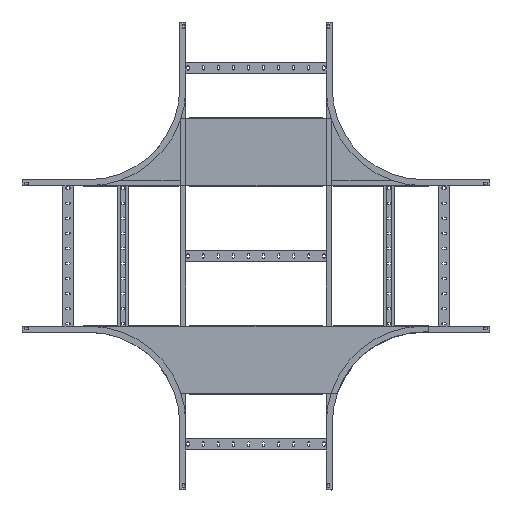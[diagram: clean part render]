
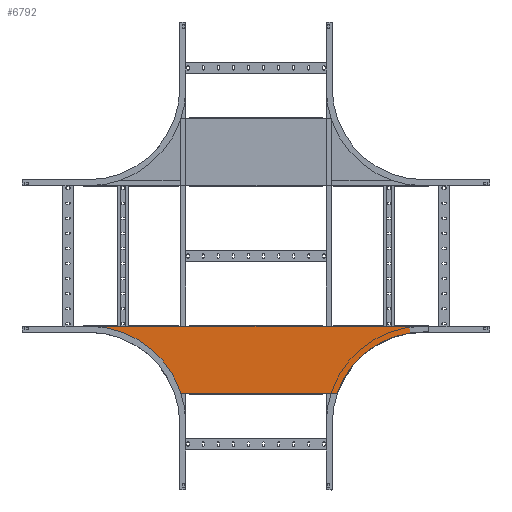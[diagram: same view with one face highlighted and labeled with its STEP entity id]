
A CAD part, top view. The second image highlights one B-rep face of the part: STEP entity #6792.
In plain terms, the highlighted face is planar.
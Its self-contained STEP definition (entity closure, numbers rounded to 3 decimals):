
#166 = CARTESIAN_POINT ( 'NONE',  ( -549.538, -1.2, -375. ) ) ;
#209 = AXIS2_PLACEMENT_3D ( 'NONE', #3711, #4434, #4369 ) ;
#330 = PLANE ( 'NONE',  #5986 ) ;
#334 = CARTESIAN_POINT ( 'NONE',  ( -565.4, -1.2, -395.4 ) ) ;
#369 = DIRECTION ( 'NONE',  ( 0., 1., 0. ) ) ;
#452 = VECTOR ( 'NONE', #6731, 1000. ) ;
#652 = CARTESIAN_POINT ( 'NONE',  ( -549.538, -1.2, -73.2 ) ) ;
#900 = LINE ( 'NONE', #8616, #7371 ) ;
#1039 = VECTOR ( 'NONE', #5286, 1000. ) ;
#1092 = ORIENTED_EDGE ( 'NONE', *, *, #2515, .F. ) ;
#1152 = CARTESIAN_POINT ( 'NONE',  ( 549.538, -1.2, -375. ) ) ;
#1261 = VECTOR ( 'NONE', #8660, 1000. ) ;
#1471 = CIRCLE ( 'NONE', #3565, 5. ) ;
#1516 = CARTESIAN_POINT ( 'NONE',  ( 565.4, -1.2, -380. ) ) ;
#1531 = LINE ( 'NONE', #3916, #4820 ) ;
#1558 = CARTESIAN_POINT ( 'NONE',  ( 264.787, -1.2, -173.2 ) ) ;
#1759 = DIRECTION ( 'NONE',  ( 0., 0., 1. ) ) ;
#1857 = CARTESIAN_POINT ( 'NONE',  ( -565.4, -1.2, -393.2 ) ) ;
#2215 = AXIS2_PLACEMENT_3D ( 'NONE', #9845, #9031, #5917 ) ;
#2310 = VERTEX_POINT ( 'NONE', #2558 ) ;
#2348 = CARTESIAN_POINT ( 'NONE',  ( 560.4, -1.2, -375. ) ) ;
#2511 = AXIS2_PLACEMENT_3D ( 'NONE', #652, #8426, #6035 ) ;
#2515 = EDGE_CURVE ( 'NONE', #9417, #7314, #7736, .T. ) ;
#2558 = CARTESIAN_POINT ( 'NONE',  ( -264.787, -1.2, -173.2 ) ) ;
#2571 = CARTESIAN_POINT ( 'NONE',  ( 560.4, -1.2, -380. ) ) ;
#2730 = CIRCLE ( 'NONE', #2215, 301.8 ) ;
#2760 = ORIENTED_EDGE ( 'NONE', *, *, #4788, .T. ) ;
#2970 = ORIENTED_EDGE ( 'NONE', *, *, #2973, .F. ) ;
#2973 = EDGE_CURVE ( 'NONE', #7314, #7284, #9069, .T. ) ;
#3082 = EDGE_CURVE ( 'NONE', #5669, #9417, #900, .T. ) ;
#3121 = EDGE_CURVE ( 'NONE', #6218, #5667, #1531, .T. ) ;
#3175 = VERTEX_POINT ( 'NONE', #1558 ) ;
#3402 = ORIENTED_EDGE ( 'NONE', *, *, #6823, .T. ) ;
#3410 = CARTESIAN_POINT ( 'NONE',  ( 565.4, -1.2, -393.2 ) ) ;
#3565 = AXIS2_PLACEMENT_3D ( 'NONE', #2571, #6429, #1759 ) ;
#3711 = CARTESIAN_POINT ( 'NONE',  ( -560.4, -1.2, -380. ) ) ;
#3908 = EDGE_LOOP ( 'NONE', ( #8173, #3402, #7647, #6519, #8353, #8154, #9762, #2760, #2970, #1092 ) ) ;
#3916 = CARTESIAN_POINT ( 'NONE',  ( 549.538, -1.2, -375. ) ) ;
#3965 = EDGE_CURVE ( 'NONE', #3175, #2310, #7475, .T. ) ;
#4369 = DIRECTION ( 'NONE',  ( 0., 0., 1. ) ) ;
#4434 = DIRECTION ( 'NONE',  ( 0., -1., 0. ) ) ;
#4788 = EDGE_CURVE ( 'NONE', #6732, #7284, #9750, .T. ) ;
#4820 = VECTOR ( 'NONE', #9254, 1000. ) ;
#4949 = VECTOR ( 'NONE', #4979, 1000. ) ;
#4979 = DIRECTION ( 'NONE',  ( 0., 0., 1. ) ) ;
#5286 = DIRECTION ( 'NONE',  ( -1., 0., 0. ) ) ;
#5426 = CIRCLE ( 'NONE', #2511, 301.8 ) ;
#5667 = VERTEX_POINT ( 'NONE', #2348 ) ;
#5669 = VERTEX_POINT ( 'NONE', #1516 ) ;
#5731 = VERTEX_POINT ( 'NONE', #166 ) ;
#5917 = DIRECTION ( 'NONE',  ( 0., 0., -1. ) ) ;
#5986 = AXIS2_PLACEMENT_3D ( 'NONE', #9563, #369, #9601 ) ;
#6035 = DIRECTION ( 'NONE',  ( 0., 0., 1. ) ) ;
#6218 = VERTEX_POINT ( 'NONE', #1152 ) ;
#6429 = DIRECTION ( 'NONE',  ( 0., -1., 0. ) ) ;
#6488 = DIRECTION ( 'NONE',  ( 0., 0., -1. ) ) ;
#6519 = ORIENTED_EDGE ( 'NONE', *, *, #10014, .F. ) ;
#6731 = DIRECTION ( 'NONE',  ( 1., 0., 0. ) ) ;
#6732 = VERTEX_POINT ( 'NONE', #9631 ) ;
#6791 = CARTESIAN_POINT ( 'NONE',  ( -737., -1.2, -393.2 ) ) ;
#6792 = ADVANCED_FACE ( 'NONE', ( #6953 ), #330, .F. ) ;
#6823 = EDGE_CURVE ( 'NONE', #5669, #5667, #1471, .T. ) ;
#6953 = FACE_OUTER_BOUND ( 'NONE', #3908, .T. ) ;
#7271 = CARTESIAN_POINT ( 'NONE',  ( -565.4, -1.2, -380. ) ) ;
#7284 = VERTEX_POINT ( 'NONE', #7271 ) ;
#7314 = VERTEX_POINT ( 'NONE', #1857 ) ;
#7371 = VECTOR ( 'NONE', #6488, 1000. ) ;
#7475 = LINE ( 'NONE', #8686, #1261 ) ;
#7647 = ORIENTED_EDGE ( 'NONE', *, *, #3121, .F. ) ;
#7736 = LINE ( 'NONE', #6791, #1039 ) ;
#8057 = EDGE_CURVE ( 'NONE', #6732, #5731, #8600, .T. ) ;
#8154 = ORIENTED_EDGE ( 'NONE', *, *, #9023, .F. ) ;
#8173 = ORIENTED_EDGE ( 'NONE', *, *, #3082, .F. ) ;
#8298 = CARTESIAN_POINT ( 'NONE',  ( -549.538, -1.2, -375. ) ) ;
#8353 = ORIENTED_EDGE ( 'NONE', *, *, #3965, .T. ) ;
#8426 = DIRECTION ( 'NONE',  ( 0., -1., 0. ) ) ;
#8600 = LINE ( 'NONE', #8298, #452 ) ;
#8616 = CARTESIAN_POINT ( 'NONE',  ( 565.4, -1.2, -395.4 ) ) ;
#8660 = DIRECTION ( 'NONE',  ( -1., 0., 0. ) ) ;
#8686 = CARTESIAN_POINT ( 'NONE',  ( -560., -1.2, -173.2 ) ) ;
#9023 = EDGE_CURVE ( 'NONE', #5731, #2310, #5426, .T. ) ;
#9031 = DIRECTION ( 'NONE',  ( 0., -1., 0. ) ) ;
#9069 = LINE ( 'NONE', #334, #4949 ) ;
#9254 = DIRECTION ( 'NONE',  ( 1., 0., 0. ) ) ;
#9417 = VERTEX_POINT ( 'NONE', #3410 ) ;
#9563 = CARTESIAN_POINT ( 'NONE',  ( -549.538, -1.2, -73.2 ) ) ;
#9601 = DIRECTION ( 'NONE',  ( 0., 0., 1. ) ) ;
#9631 = CARTESIAN_POINT ( 'NONE',  ( -560.4, -1.2, -375. ) ) ;
#9750 = CIRCLE ( 'NONE', #209, 5. ) ;
#9762 = ORIENTED_EDGE ( 'NONE', *, *, #8057, .F. ) ;
#9845 = CARTESIAN_POINT ( 'NONE',  ( 549.538, -1.2, -73.2 ) ) ;
#10014 = EDGE_CURVE ( 'NONE', #3175, #6218, #2730, .T. ) ;
